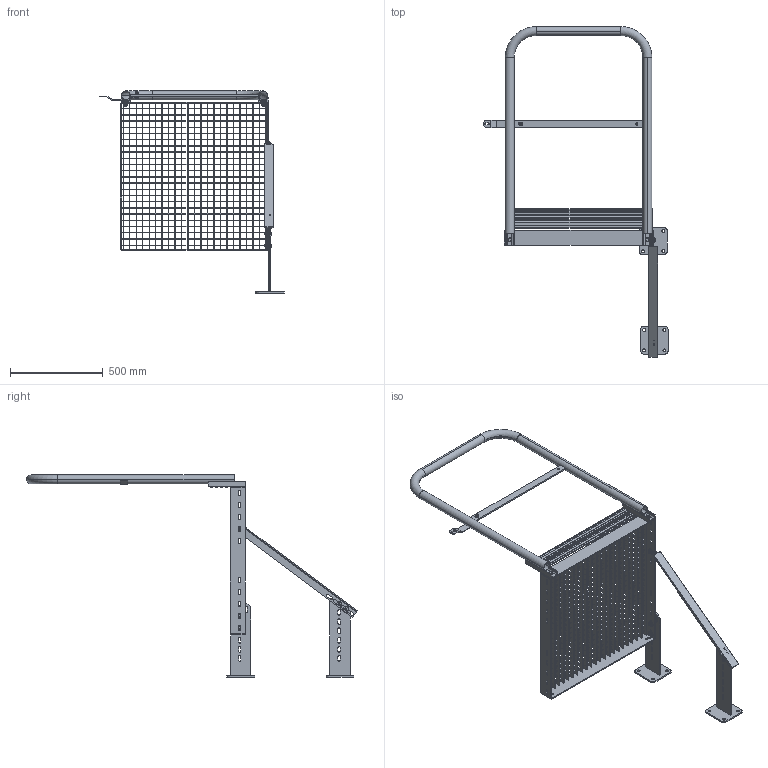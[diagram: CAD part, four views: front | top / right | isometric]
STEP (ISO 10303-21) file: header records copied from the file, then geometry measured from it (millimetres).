
FILE_DESCRIPTION (( 'STEP AP203' ), '1' );
FILE_NAME ('0529298501.STEP', '2024-06-04T09:51:58', ( '' ), ( '' ), 'SwSTEP 2.0', 'SolidWorks 2022', '' );
FILE_SCHEMA (( 'CONFIG_CONTROL_DESIGN' ));
Length unit declared in the file: metre
Products named in the file (1): 0529298501
Bounding box: 995.54 x 1785.68 x 1091.15 mm (x, y, z)
Volume: 5368212.2 mm3; surface area: 3566490.1 mm2
Topology: 92 solids, 92 shells, 3346 faces, 9222 edges, 6072 vertices
Faces by surface type: plane 2783, cylinder 355, cone 184, torus 24
Entity records: 106214 total; most frequent: CARTESIAN_POINT 20306, ORIENTED_EDGE 18444, DIRECTION 16622, EDGE_CURVE 9222, LINE 8016, VECTOR 8016, VERTEX_POINT 6072, AXIS2_PLACEMENT_3D 4303
